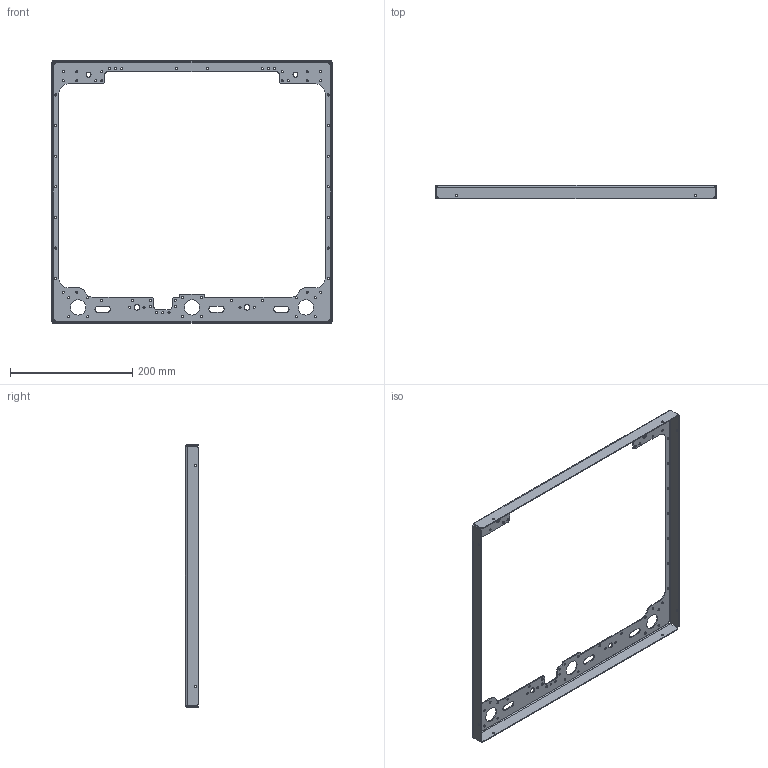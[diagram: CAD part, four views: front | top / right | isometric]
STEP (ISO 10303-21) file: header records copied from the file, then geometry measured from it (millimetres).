
FILE_DESCRIPTION (( 'STEP AP203' ), '1' );
FILE_NAME ('cover.STEP', '2016-04-11T06:36:51', ( 'Joel Frax' ), ( 'Microsoft' ), 'SwSTEP 2.0', 'SolidWorks 2015', '' );
FILE_SCHEMA (( 'CONFIG_CONTROL_DESIGN' ));
Length unit declared in the file: millimetre
Products named in the file (1): cover
Bounding box: 459 x 21.5 x 429 mm (x, y, z)
Volume: 106492.1 mm3; surface area: 149330.3 mm2
Topology: 1 solids, 1 shells, 290 faces, 832 edges, 544 vertices
Faces by surface type: cylinder 212, plane 62, bspline 16
Entity records: 10277 total; most frequent: CARTESIAN_POINT 2035, DIRECTION 1742, ORIENTED_EDGE 1664, EDGE_CURVE 832, AXIS2_PLACEMENT_3D 699, VERTEX_POINT 544, EDGE_LOOP 462, CIRCLE 424
